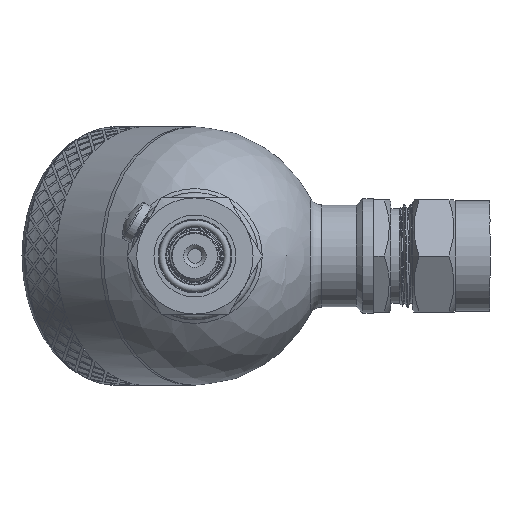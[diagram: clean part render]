
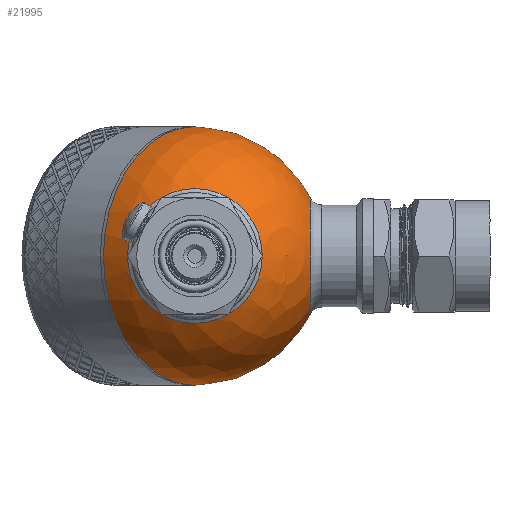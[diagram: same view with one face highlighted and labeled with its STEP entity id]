
A CAD part, left-side view. The second image highlights one B-rep face of the part: STEP entity #21995.
In plain terms, the highlighted spherical face has radius 30 mm.
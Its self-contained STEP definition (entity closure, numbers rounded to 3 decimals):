
#39=SPHERICAL_SURFACE('',#23327,30.);
#112=FACE_BOUND('',#3305,.T.);
#113=FACE_BOUND('',#3306,.T.);
#1844=FACE_OUTER_BOUND('',#3304,.T.);
#3304=EDGE_LOOP('',(#16343,#16344,#16345,#16346));
#3305=EDGE_LOOP('',(#16347));
#3306=EDGE_LOOP('',(#16348));
#4655=CIRCLE('',#23324,15.643);
#4658=CIRCLE('',#23328,30.);
#4659=CIRCLE('',#23329,30.);
#4660=CIRCLE('',#23330,30.);
#4661=CIRCLE('',#23331,13.5);
#9165=VERTEX_POINT('',#37481);
#9167=VERTEX_POINT('',#37487);
#9168=VERTEX_POINT('',#37488);
#9169=VERTEX_POINT('',#37490);
#9170=VERTEX_POINT('',#37493);
#11832=EDGE_CURVE('',#9165,#9165,#4655,.T.);
#11835=EDGE_CURVE('',#9167,#9168,#4658,.T.);
#11836=EDGE_CURVE('',#9167,#9169,#4659,.T.);
#11837=EDGE_CURVE('',#9168,#9167,#4660,.T.);
#11838=EDGE_CURVE('',#9170,#9170,#4661,.T.);
#16343=ORIENTED_EDGE('',*,*,#11835,.F.);
#16344=ORIENTED_EDGE('',*,*,#11836,.T.);
#16345=ORIENTED_EDGE('',*,*,#11836,.F.);
#16346=ORIENTED_EDGE('',*,*,#11837,.F.);
#16347=ORIENTED_EDGE('',*,*,#11832,.F.);
#16348=ORIENTED_EDGE('',*,*,#11838,.F.);
#21995=ADVANCED_FACE('',(#1844,#112,#113),#39,.T.);
#23324=AXIS2_PLACEMENT_3D('',#37482,#24762,#24763);
#23327=AXIS2_PLACEMENT_3D('',#37486,#24768,#24769);
#23328=AXIS2_PLACEMENT_3D('',#37489,#24770,#24771);
#23329=AXIS2_PLACEMENT_3D('',#37491,#24772,#24773);
#23330=AXIS2_PLACEMENT_3D('',#37492,#24774,#24775);
#23331=AXIS2_PLACEMENT_3D('',#37494,#24776,#24777);
#24762=DIRECTION('center_axis',(-0.707,0.,0.707));
#24763=DIRECTION('ref_axis',(0.707,0.,0.707));
#24768=DIRECTION('center_axis',(1.,0.,0.));
#24769=DIRECTION('ref_axis',(0.,-1.,0.));
#24770=DIRECTION('center_axis',(1.,0.,0.));
#24771=DIRECTION('ref_axis',(0.,1.,0.));
#24772=DIRECTION('center_axis',(0.,0.,1.));
#24773=DIRECTION('ref_axis',(0.,1.,0.));
#24774=DIRECTION('center_axis',(1.,0.,0.));
#24775=DIRECTION('ref_axis',(0.,1.,0.));
#24776=DIRECTION('center_axis',(-0.707,0.,-0.707));
#24777=DIRECTION('ref_axis',(-0.707,0.,0.707));
#37481=CARTESIAN_POINT('',(-29.162,0.,7.04));
#37482=CARTESIAN_POINT('Origin',(-18.101,0.,18.101));
#37486=CARTESIAN_POINT('Origin',(0.,0.,0.));
#37487=CARTESIAN_POINT('',(0.,30.,0.));
#37488=CARTESIAN_POINT('',(0.,-30.,0.));
#37489=CARTESIAN_POINT('Origin',(0.,0.,0.));
#37490=CARTESIAN_POINT('',(-30.,0.,0.));
#37491=CARTESIAN_POINT('Origin',(0.,0.,0.));
#37492=CARTESIAN_POINT('Origin',(0.,0.,0.));
#37493=CARTESIAN_POINT('',(-9.398,0.,-28.49));
#37494=CARTESIAN_POINT('Origin',(-18.944,0.,-18.944));
